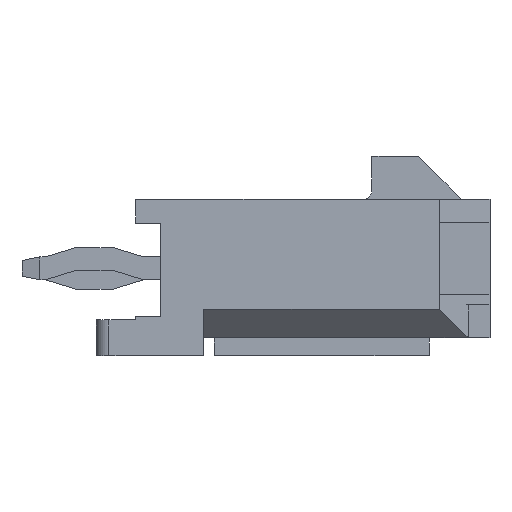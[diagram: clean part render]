
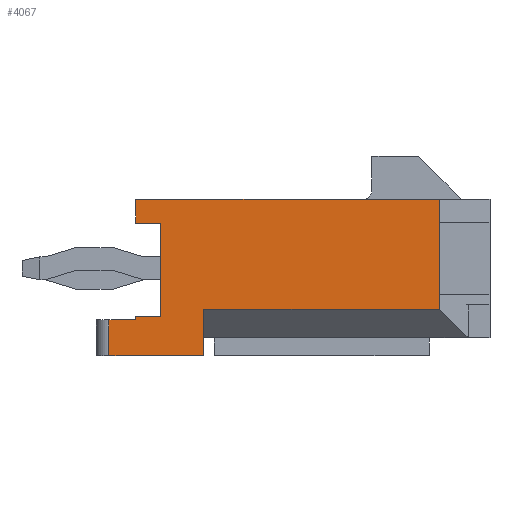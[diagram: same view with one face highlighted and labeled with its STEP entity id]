
A CAD part, left-side view. The second image highlights one B-rep face of the part: STEP entity #4067.
In plain terms, the highlighted planar face has unit normal (-1, 0, 0).
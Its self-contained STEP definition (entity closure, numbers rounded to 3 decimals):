
#445=ORIENTED_EDGE('',*,*,#1569,.F.);
#446=ORIENTED_EDGE('',*,*,#1570,.T.);
#447=ORIENTED_EDGE('',*,*,#1571,.F.);
#448=ORIENTED_EDGE('',*,*,#1572,.F.);
#449=ORIENTED_EDGE('',*,*,#1573,.F.);
#450=ORIENTED_EDGE('',*,*,#1308,.T.);
#451=ORIENTED_EDGE('',*,*,#1574,.T.);
#452=ORIENTED_EDGE('',*,*,#1575,.T.);
#453=ORIENTED_EDGE('',*,*,#1576,.T.);
#454=ORIENTED_EDGE('',*,*,#1577,.T.);
#455=ORIENTED_EDGE('',*,*,#1578,.T.);
#456=ORIENTED_EDGE('',*,*,#1579,.T.);
#457=ORIENTED_EDGE('',*,*,#1580,.T.);
#458=ORIENTED_EDGE('',*,*,#1581,.T.);
#1308=EDGE_CURVE('',#1897,#1896,#2280,.T.);
#1569=EDGE_CURVE('',#2102,#2103,#2541,.T.);
#1570=EDGE_CURVE('',#2102,#2104,#2542,.T.);
#1571=EDGE_CURVE('',#2105,#2104,#2543,.T.);
#1572=EDGE_CURVE('',#2106,#2105,#2544,.T.);
#1573=EDGE_CURVE('',#1897,#2106,#2545,.T.);
#1574=EDGE_CURVE('',#1896,#2107,#2546,.T.);
#1575=EDGE_CURVE('',#2107,#2108,#2547,.T.);
#1576=EDGE_CURVE('',#2108,#2109,#2548,.T.);
#1577=EDGE_CURVE('',#2109,#2110,#2549,.T.);
#1578=EDGE_CURVE('',#2110,#2111,#2550,.T.);
#1579=EDGE_CURVE('',#2111,#2112,#2551,.T.);
#1580=EDGE_CURVE('',#2112,#2113,#2552,.T.);
#1581=EDGE_CURVE('',#2113,#2103,#2553,.T.);
#1896=VERTEX_POINT('',#5650);
#1897=VERTEX_POINT('',#5652);
#2102=VERTEX_POINT('',#6163);
#2103=VERTEX_POINT('',#6164);
#2104=VERTEX_POINT('',#6166);
#2105=VERTEX_POINT('',#6168);
#2106=VERTEX_POINT('',#6170);
#2107=VERTEX_POINT('',#6173);
#2108=VERTEX_POINT('',#6175);
#2109=VERTEX_POINT('',#6177);
#2110=VERTEX_POINT('',#6179);
#2111=VERTEX_POINT('',#6181);
#2112=VERTEX_POINT('',#6183);
#2113=VERTEX_POINT('',#6185);
#2280=LINE('',#5651,#2864);
#2541=LINE('',#6162,#3125);
#2542=LINE('',#6165,#3126);
#2543=LINE('',#6167,#3127);
#2544=LINE('',#6169,#3128);
#2545=LINE('',#6171,#3129);
#2546=LINE('',#6172,#3130);
#2547=LINE('',#6174,#3131);
#2548=LINE('',#6176,#3132);
#2549=LINE('',#6178,#3133);
#2550=LINE('',#6180,#3134);
#2551=LINE('',#6182,#3135);
#2552=LINE('',#6184,#3136);
#2553=LINE('',#6186,#3137);
#2864=VECTOR('',#4566,1000.);
#3125=VECTOR('',#4917,1000.);
#3126=VECTOR('',#4918,1000.);
#3127=VECTOR('',#4919,1000.);
#3128=VECTOR('',#4920,1000.);
#3129=VECTOR('',#4921,1000.);
#3130=VECTOR('',#4922,1000.);
#3131=VECTOR('',#4923,1000.);
#3132=VECTOR('',#4924,1000.);
#3133=VECTOR('',#4925,1000.);
#3134=VECTOR('',#4926,1000.);
#3135=VECTOR('',#4927,1000.);
#3136=VECTOR('',#4928,1000.);
#3137=VECTOR('',#4929,1000.);
#3438=EDGE_LOOP('',(#445,#446,#447,#448,#449,#450,#451,#452,#453,#454,#455,
#456,#457,#458));
#3656=FACE_BOUND('',#3438,.T.);
#3863=PLANE('',#4301);
#4067=ADVANCED_FACE('',(#3656),#3863,.T.);
#4301=AXIS2_PLACEMENT_3D('',#6161,#4915,#4916);
#4566=DIRECTION('',(0.,1.,0.));
#4915=DIRECTION('',(-1.,0.,0.));
#4916=DIRECTION('',(0.,0.,1.));
#4917=DIRECTION('',(0.,0.,-1.));
#4918=DIRECTION('',(0.,-1.,0.));
#4919=DIRECTION('',(0.,0.,-1.));
#4920=DIRECTION('',(0.,0.,-1.));
#4921=DIRECTION('',(0.,0.,-1.));
#4922=DIRECTION('',(0.,0.,-1.));
#4923=DIRECTION('',(0.,-1.,0.));
#4924=DIRECTION('',(0.,0.,-1.));
#4925=DIRECTION('',(0.,1.,0.));
#4926=DIRECTION('',(0.,0.,-1.));
#4927=DIRECTION('',(0.,1.,0.));
#4928=DIRECTION('',(0.,0.,-1.));
#4929=DIRECTION('',(0.,-1.,0.));
#5650=CARTESIAN_POINT('',(-7.825,4.95,2.185));
#5651=CARTESIAN_POINT('',(-7.825,-4.95,2.185));
#5652=CARTESIAN_POINT('',(-7.825,-3.536,2.185));
#6161=CARTESIAN_POINT('',(-7.825,0.,0.));
#6162=CARTESIAN_POINT('',(-7.825,3.05,-1.685));
#6163=CARTESIAN_POINT('',(-7.825,3.05,-0.885));
#6164=CARTESIAN_POINT('',(-7.825,3.05,-2.185));
#6165=CARTESIAN_POINT('',(-7.825,0.,-0.885));
#6166=CARTESIAN_POINT('',(-7.825,-3.536,-0.885));
#6167=CARTESIAN_POINT('',(-7.825,-3.536,0.));
#6168=CARTESIAN_POINT('',(-7.825,-3.536,-0.465));
#6169=CARTESIAN_POINT('',(-7.825,-3.536,1.535));
#6170=CARTESIAN_POINT('',(-7.825,-3.536,1.535));
#6171=CARTESIAN_POINT('',(-7.825,-3.536,0.));
#6172=CARTESIAN_POINT('',(-7.825,4.95,2.185));
#6173=CARTESIAN_POINT('',(-7.825,4.95,1.515));
#6174=CARTESIAN_POINT('',(-7.825,0.,1.515));
#6175=CARTESIAN_POINT('',(-7.825,4.25,1.515));
#6176=CARTESIAN_POINT('',(-7.825,4.25,0.));
#6177=CARTESIAN_POINT('',(-7.825,4.25,-1.085));
#6178=CARTESIAN_POINT('',(-7.825,0.,-1.085));
#6179=CARTESIAN_POINT('',(-7.825,4.95,-1.085));
#6180=CARTESIAN_POINT('',(-7.825,4.95,2.185));
#6181=CARTESIAN_POINT('',(-7.825,4.95,-1.185));
#6182=CARTESIAN_POINT('',(-7.825,4.95,-1.185));
#6183=CARTESIAN_POINT('',(-7.825,5.7,-1.185));
#6184=CARTESIAN_POINT('',(-7.825,5.7,-1.185));
#6185=CARTESIAN_POINT('',(-7.825,5.7,-2.185));
#6186=CARTESIAN_POINT('',(-7.825,4.95,-2.185));
